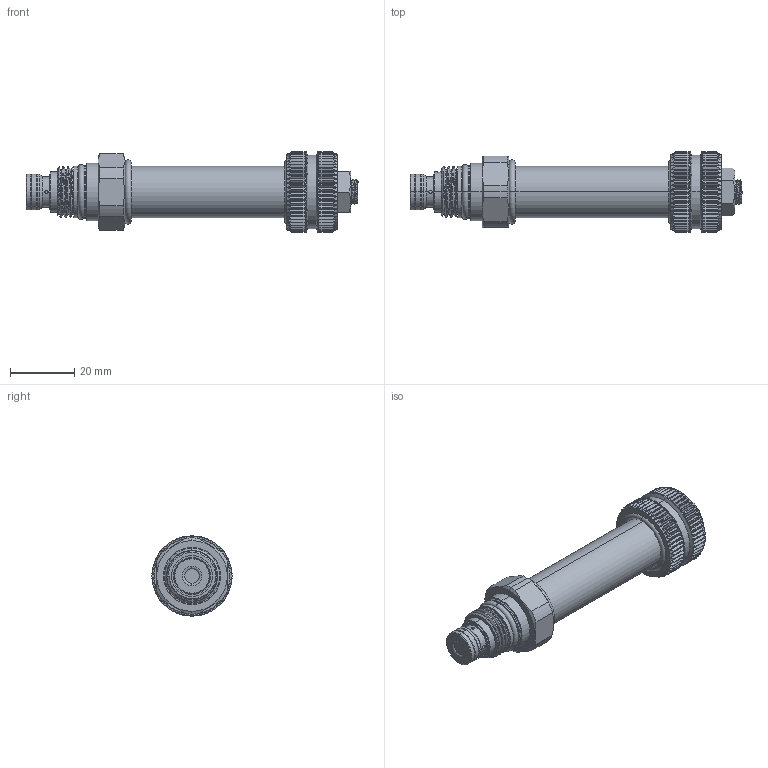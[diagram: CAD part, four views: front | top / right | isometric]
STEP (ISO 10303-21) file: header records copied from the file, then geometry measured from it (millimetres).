
FILE_DESCRIPTION (( 'STEP AP203' ), '1' );
FILE_NAME ('PRA8A2C-L.STEP', '2023-12-18T06:11:47', ( '' ), ( '' ), 'SwSTEP 2.0', 'SolidWorks 2018', '' );
FILE_SCHEMA (( 'CONFIG_CONTROL_DESIGN' ));
Length unit declared in the file: millimetre
Products named in the file (1): PRA8A2C-L
Bounding box: 103.5 x 25 x 25 mm (x, y, z)
Volume: 25165.1 mm3; surface area: 8113.8 mm2
Topology: 1 solids, 1 shells, 1039 faces, 2747 edges, 1740 vertices
Faces by surface type: plane 442, cylinder 403, cone 163, bspline 19, torus 12
Entity records: 46124 total; most frequent: CARTESIAN_POINT 21421, ORIENTED_EDGE 5490, DIRECTION 4792, EDGE_CURVE 2745, AXIS2_PLACEMENT_3D 1856, VERTEX_POINT 1740, VECTOR 1080, LINE 1080
